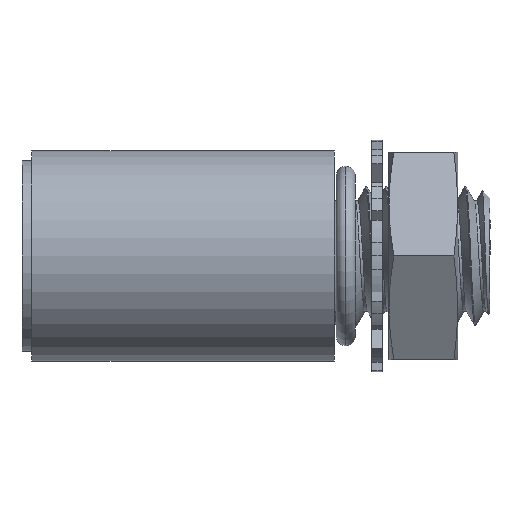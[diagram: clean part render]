
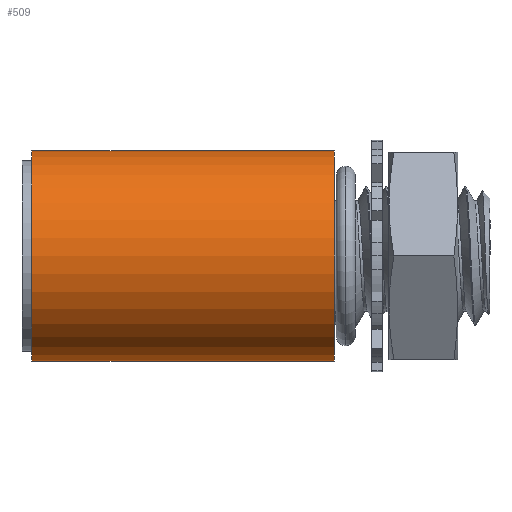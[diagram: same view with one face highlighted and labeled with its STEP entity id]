
A CAD part, left-side view. The second image highlights one B-rep face of the part: STEP entity #509.
In plain terms, the highlighted cylindrical face has radius 13.5 mm (diameter 27 mm), a partial arc.
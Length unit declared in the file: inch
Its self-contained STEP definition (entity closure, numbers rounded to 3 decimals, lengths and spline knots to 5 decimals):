
#8 = VERTEX_POINT ( 'NONE', #5179 ) ;
#509 = ADVANCED_FACE ( 'NONE', ( #1001 ), #828, .T. ) ;
#704 = VERTEX_POINT ( 'NONE', #6257 ) ;
#828 = CYLINDRICAL_SURFACE ( 'NONE', #3583, 0.5315 ) ;
#1001 = FACE_OUTER_BOUND ( 'NONE', #5350, .T. ) ;
#1088 = VERTEX_POINT ( 'NONE', #6127 ) ;
#1968 = VECTOR ( 'NONE', #5930, 39.37008 ) ;
#1995 = CARTESIAN_POINT ( 'NONE',  ( 0., -1.576, 0. ) ) ;
#2060 = LINE ( 'NONE', #2925, #1968 ) ;
#2290 = VERTEX_POINT ( 'NONE', #6802 ) ;
#2405 = EDGE_CURVE ( 'NONE', #8, #2290, #2631, .T. ) ;
#2605 = DIRECTION ( 'NONE',  ( 0., 0., 1. ) ) ;
#2631 = LINE ( 'NONE', #6987, #2742 ) ;
#2659 = ORIENTED_EDGE ( 'NONE', *, *, #6496, .T. ) ;
#2742 = VECTOR ( 'NONE', #2963, 39.37008 ) ;
#2925 = CARTESIAN_POINT ( 'NONE',  ( 0., -1.576, 0.5315 ) ) ;
#2937 = ORIENTED_EDGE ( 'NONE', *, *, #5687, .T. ) ;
#2963 = DIRECTION ( 'NONE',  ( 0., 1., 0. ) ) ;
#3176 = CARTESIAN_POINT ( 'NONE',  ( 0., -0.05, 0. ) ) ;
#3583 = AXIS2_PLACEMENT_3D ( 'NONE', #5489, #5442, #5526 ) ;
#3770 = DIRECTION ( 'NONE',  ( 0., 0., 1. ) ) ;
#5179 = CARTESIAN_POINT ( 'NONE',  ( 0., -1.576, -0.5315 ) ) ;
#5350 = EDGE_LOOP ( 'NONE', ( #6141, #2659, #2937, #7500 ) ) ;
#5442 = DIRECTION ( 'NONE',  ( 0., 1., 0. ) ) ;
#5489 = CARTESIAN_POINT ( 'NONE',  ( 0., -1.576, 0. ) ) ;
#5526 = DIRECTION ( 'NONE',  ( 0., 0., 1. ) ) ;
#5687 = EDGE_CURVE ( 'NONE', #704, #1088, #2060, .T. ) ;
#5930 = DIRECTION ( 'NONE',  ( 0., 1., 0. ) ) ;
#6000 = AXIS2_PLACEMENT_3D ( 'NONE', #3176, #7187, #3770 ) ;
#6113 = DIRECTION ( 'NONE',  ( 0., 1., 0. ) ) ;
#6127 = CARTESIAN_POINT ( 'NONE',  ( 0., -0.05, 0.5315 ) ) ;
#6141 = ORIENTED_EDGE ( 'NONE', *, *, #2405, .F. ) ;
#6257 = CARTESIAN_POINT ( 'NONE',  ( 0., -1.576, 0.5315 ) ) ;
#6370 = AXIS2_PLACEMENT_3D ( 'NONE', #1995, #6113, #2605 ) ;
#6458 = EDGE_CURVE ( 'NONE', #1088, #2290, #7201, .T. ) ;
#6496 = EDGE_CURVE ( 'NONE', #8, #704, #7190, .T. ) ;
#6802 = CARTESIAN_POINT ( 'NONE',  ( 0., -0.05, -0.5315 ) ) ;
#6987 = CARTESIAN_POINT ( 'NONE',  ( 0., -1.576, -0.5315 ) ) ;
#7187 = DIRECTION ( 'NONE',  ( 0., -1., 0. ) ) ;
#7190 = CIRCLE ( 'NONE', #6370, 0.5315 ) ;
#7201 = CIRCLE ( 'NONE', #6000, 0.5315 ) ;
#7500 = ORIENTED_EDGE ( 'NONE', *, *, #6458, .T. ) ;
